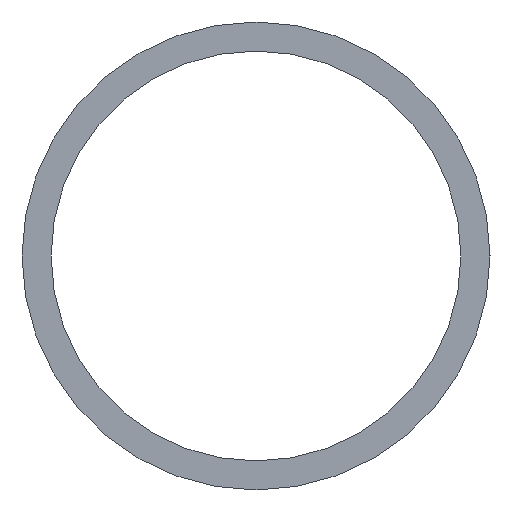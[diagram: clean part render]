
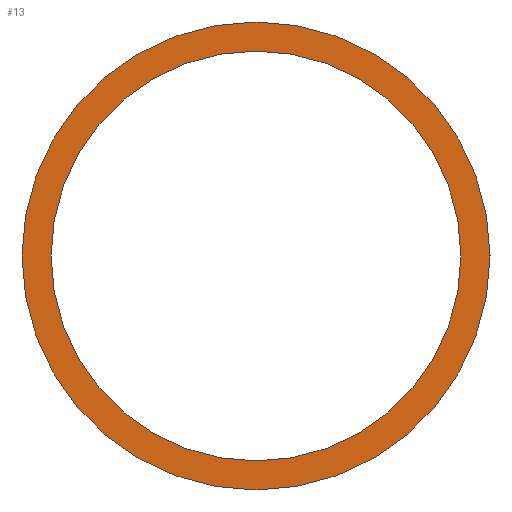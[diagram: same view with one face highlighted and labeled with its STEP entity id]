
A CAD part, left-side view. The second image highlights one B-rep face of the part: STEP entity #13.
In plain terms, the highlighted planar face has unit normal (-1, 0, 0).
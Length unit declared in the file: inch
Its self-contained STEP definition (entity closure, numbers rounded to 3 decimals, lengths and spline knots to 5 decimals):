
#6 = AXIS2_PLACEMENT_3D ( 'NONE', #181, #182, #58 ) ;
#12 = DIRECTION ( 'NONE',  ( 1., 0., 0. ) ) ;
#13 = ADVANCED_FACE ( 'NONE', ( #129, #95 ), #28, .F. ) ;
#14 = CARTESIAN_POINT ( 'NONE',  ( -23.5, 0., 0.4375 ) ) ;
#17 = CIRCLE ( 'NONE', #21, 0.4995 ) ;
#21 = AXIS2_PLACEMENT_3D ( 'NONE', #184, #12, #31 ) ;
#23 = VERTEX_POINT ( 'NONE', #79 ) ;
#28 = PLANE ( 'NONE',  #6 ) ;
#29 = VERTEX_POINT ( 'NONE', #94 ) ;
#31 = DIRECTION ( 'NONE',  ( 0., 0., -1. ) ) ;
#48 = CARTESIAN_POINT ( 'NONE',  ( -23.5, 0., -0.4995 ) ) ;
#49 = CARTESIAN_POINT ( 'NONE',  ( -23.5, 0., 0. ) ) ;
#56 = ORIENTED_EDGE ( 'NONE', *, *, #106, .F. ) ;
#58 = DIRECTION ( 'NONE',  ( 0., 0., -1. ) ) ;
#69 = CIRCLE ( 'NONE', #76, 0.4375 ) ;
#71 = EDGE_CURVE ( 'NONE', #29, #108, #183, .T. ) ;
#76 = AXIS2_PLACEMENT_3D ( 'NONE', #155, #150, #189 ) ;
#79 = CARTESIAN_POINT ( 'NONE',  ( -23.5, 0., 0.4995 ) ) ;
#87 = AXIS2_PLACEMENT_3D ( 'NONE', #125, #161, #146 ) ;
#94 = CARTESIAN_POINT ( 'NONE',  ( -23.5, 0., -0.4375 ) ) ;
#95 = FACE_BOUND ( 'NONE', #128, .T. ) ;
#97 = CIRCLE ( 'NONE', #124, 0.4995 ) ;
#106 = EDGE_CURVE ( 'NONE', #113, #23, #97, .T. ) ;
#108 = VERTEX_POINT ( 'NONE', #14 ) ;
#113 = VERTEX_POINT ( 'NONE', #48 ) ;
#118 = DIRECTION ( 'NONE',  ( 1., 0., 0. ) ) ;
#120 = EDGE_CURVE ( 'NONE', #108, #29, #69, .T. ) ;
#124 = AXIS2_PLACEMENT_3D ( 'NONE', #49, #118, #135 ) ;
#125 = CARTESIAN_POINT ( 'NONE',  ( -23.5, 0., 0. ) ) ;
#127 = ORIENTED_EDGE ( 'NONE', *, *, #120, .T. ) ;
#128 = EDGE_LOOP ( 'NONE', ( #127, #213 ) ) ;
#129 = FACE_OUTER_BOUND ( 'NONE', #143, .T. ) ;
#135 = DIRECTION ( 'NONE',  ( 0., 0., -1. ) ) ;
#143 = EDGE_LOOP ( 'NONE', ( #157, #56 ) ) ;
#146 = DIRECTION ( 'NONE',  ( 0., 0., -1. ) ) ;
#150 = DIRECTION ( 'NONE',  ( 1., 0., 0. ) ) ;
#155 = CARTESIAN_POINT ( 'NONE',  ( -23.5, 0., 0. ) ) ;
#157 = ORIENTED_EDGE ( 'NONE', *, *, #165, .F. ) ;
#161 = DIRECTION ( 'NONE',  ( 1., 0., 0. ) ) ;
#165 = EDGE_CURVE ( 'NONE', #23, #113, #17, .T. ) ;
#181 = CARTESIAN_POINT ( 'NONE',  ( -23.5, 0., 0. ) ) ;
#182 = DIRECTION ( 'NONE',  ( 1., 0., 0. ) ) ;
#183 = CIRCLE ( 'NONE', #87, 0.4375 ) ;
#184 = CARTESIAN_POINT ( 'NONE',  ( -23.5, 0., 0. ) ) ;
#189 = DIRECTION ( 'NONE',  ( 0., 0., -1. ) ) ;
#213 = ORIENTED_EDGE ( 'NONE', *, *, #71, .T. ) ;
